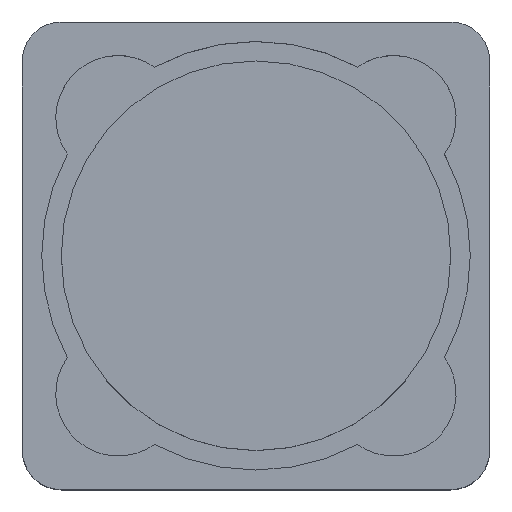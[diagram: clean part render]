
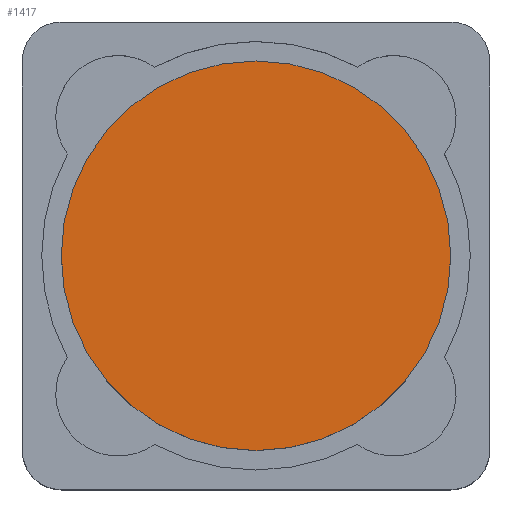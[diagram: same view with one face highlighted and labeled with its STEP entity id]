
A CAD part, top view. The second image highlights one B-rep face of the part: STEP entity #1417.
In plain terms, the highlighted planar face has unit normal (0, 0, 1).
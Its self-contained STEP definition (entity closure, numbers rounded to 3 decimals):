
#1351 = CYLINDRICAL_SURFACE('',#1352,5.);
#1352 = AXIS2_PLACEMENT_3D('',#1353,#1354,#1355);
#1353 = CARTESIAN_POINT('',(6.,6.,7.));
#1354 = DIRECTION('',(0.,0.,1.));
#1355 = DIRECTION('',(1.,0.,0.));
#1367 = VERTEX_POINT('',#1368);
#1368 = CARTESIAN_POINT('',(11.,6.,7.));
#1391 = EDGE_CURVE('',#1367,#1367,#1392,.T.);
#1392 = SURFACE_CURVE('',#1393,(#1398,#1405),.PCURVE_S1.);
#1393 = CIRCLE('',#1394,5.);
#1394 = AXIS2_PLACEMENT_3D('',#1395,#1396,#1397);
#1395 = CARTESIAN_POINT('',(6.,6.,7.));
#1396 = DIRECTION('',(0.,0.,1.));
#1397 = DIRECTION('',(1.,0.,0.));
#1398 = PCURVE('',#1351,#1399);
#1399 = DEFINITIONAL_REPRESENTATION('',(#1400),#1404);
#1400 = LINE('',#1401,#1402);
#1401 = CARTESIAN_POINT('',(0.,0.));
#1402 = VECTOR('',#1403,1.);
#1403 = DIRECTION('',(1.,0.));
#1404 = ( GEOMETRIC_REPRESENTATION_CONTEXT(2) 
PARAMETRIC_REPRESENTATION_CONTEXT() REPRESENTATION_CONTEXT('2D SPACE',''
  ) );
#1405 = PCURVE('',#1406,#1411);
#1406 = PLANE('',#1407);
#1407 = AXIS2_PLACEMENT_3D('',#1408,#1409,#1410);
#1408 = CARTESIAN_POINT('',(6.,6.,7.));
#1409 = DIRECTION('',(0.,0.,1.));
#1410 = DIRECTION('',(1.,0.,0.));
#1411 = DEFINITIONAL_REPRESENTATION('',(#1412),#1416);
#1412 = CIRCLE('',#1413,5.);
#1413 = AXIS2_PLACEMENT_2D('',#1414,#1415);
#1414 = CARTESIAN_POINT('',(0.,0.));
#1415 = DIRECTION('',(1.,0.));
#1416 = ( GEOMETRIC_REPRESENTATION_CONTEXT(2) 
PARAMETRIC_REPRESENTATION_CONTEXT() REPRESENTATION_CONTEXT('2D SPACE',''
  ) );
#1417 = ADVANCED_FACE('',(#1418),#1406,.T.);
#1418 = FACE_BOUND('',#1419,.T.);
#1419 = EDGE_LOOP('',(#1420));
#1420 = ORIENTED_EDGE('',*,*,#1391,.T.);
